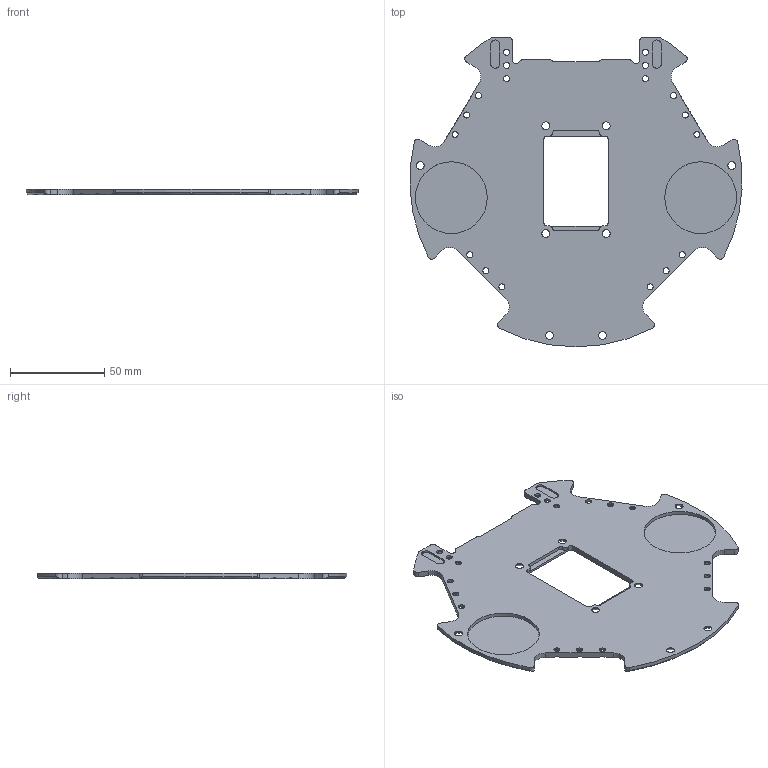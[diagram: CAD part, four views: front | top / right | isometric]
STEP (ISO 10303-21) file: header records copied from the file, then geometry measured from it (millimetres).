
FILE_DESCRIPTION(/* description */ (''),/* implementation_level */ '2;1');
FILE_NAME(/* name */ '01_Grundplatte.ipt.step',/* time_stamp */ '2020-01-21T16:40:34+01:00',/* author */ ('rYan'),/* organization */ (''),/* preprocessor_version */ 'ST-DEVELOPER v17.2',/* originating_system */ 'Autodesk Inventor 2019',/* authorisation */ '');
FILE_SCHEMA (('AUTOMOTIVE_DESIGN { 1 0 10303 214 3 1 1 }'));
Length unit declared in the file: millimetre
Products named in the file (1): Grundplatte
Bounding box: 175.77 x 164 x 3 mm (x, y, z)
Volume: 47353.4 mm3; surface area: 39027.5 mm2
Topology: 1 solids, 1 shells, 149 faces, 499 edges, 332 vertices
Faces by surface type: cylinder 77, plane 39, cone 33
Full cylindrical faces by diameter (mm): 3.2 x18, 4.2 x8, 38 x2
Entity records: 5797 total; most frequent: CARTESIAN_POINT 1155, DIRECTION 1010, ORIENTED_EDGE 998, EDGE_CURVE 499, AXIS2_PLACEMENT_3D 397, VERTEX_POINT 332, CIRCLE 245, LINE 216
